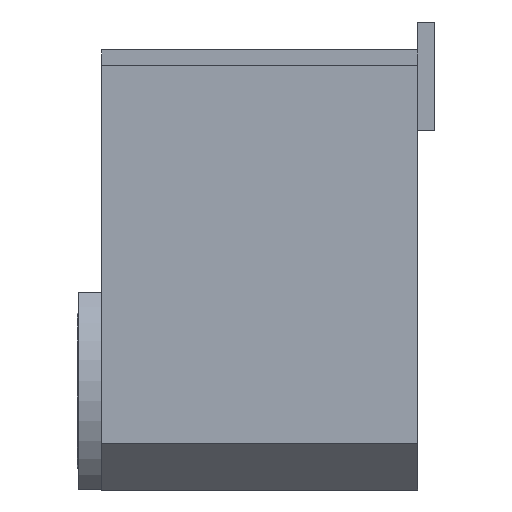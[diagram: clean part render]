
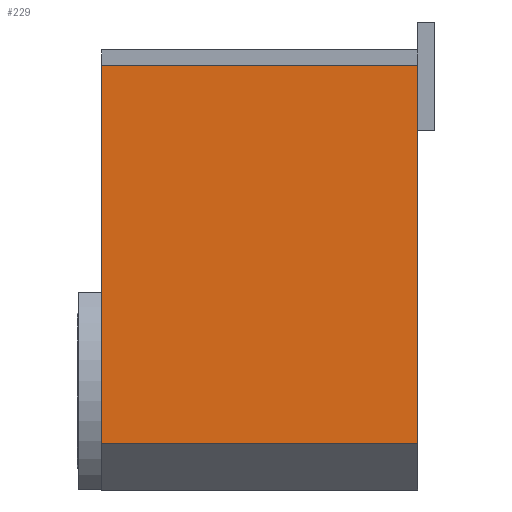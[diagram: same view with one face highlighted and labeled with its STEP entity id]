
A CAD part, front view. The second image highlights one B-rep face of the part: STEP entity #229.
In plain terms, the highlighted planar face has unit normal (0, -1, 0).
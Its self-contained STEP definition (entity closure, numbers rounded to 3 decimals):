
#73=FACE_OUTER_BOUND('',#314,.T.);
#77=LINE('',#938,#137);
#111=LINE('',#1100,#171);
#118=LINE('',#1113,#178);
#134=LINE('',#1145,#194);
#137=VECTOR('',#755,1.);
#171=VECTOR('',#863,1.);
#178=VECTOR('',#872,1.);
#194=VECTOR('',#904,1.);
#229=ADVANCED_FACE('',(#73),#255,.F.);
#255=PLANE('',#727);
#314=EDGE_LOOP('',(#472,#473,#474,#475));
#472=ORIENTED_EDGE('',*,*,#545,.T.);
#473=ORIENTED_EDGE('',*,*,#594,.T.);
#474=ORIENTED_EDGE('',*,*,#617,.F.);
#475=ORIENTED_EDGE('',*,*,#601,.F.);
#489=VERTEX_POINT('',#937);
#490=VERTEX_POINT('',#939);
#522=VERTEX_POINT('',#1099);
#528=VERTEX_POINT('',#1114);
#545=EDGE_CURVE('',#490,#489,#77,.T.);
#594=EDGE_CURVE('',#489,#522,#111,.T.);
#601=EDGE_CURVE('',#490,#528,#118,.T.);
#617=EDGE_CURVE('',#528,#522,#134,.T.);
#727=AXIS2_PLACEMENT_3D('',#1147,#907,#908);
#755=DIRECTION('',(1.,0.,0.));
#863=DIRECTION('',(0.,0.,1.));
#872=DIRECTION('',(0.,0.,1.));
#904=DIRECTION('',(1.,0.,0.));
#907=DIRECTION('',(0.,1.,0.));
#908=DIRECTION('',(0.,0.,1.));
#937=CARTESIAN_POINT('',(0.,-55.,-122.));
#938=CARTESIAN_POINT('',(-102.,-55.,-122.));
#939=CARTESIAN_POINT('',(-102.,-55.,-122.));
#1099=CARTESIAN_POINT('',(0.,-55.,0.));
#1100=CARTESIAN_POINT('',(0.,-55.,-122.));
#1113=CARTESIAN_POINT('',(-102.,-55.,-122.));
#1114=CARTESIAN_POINT('',(-102.,-55.,0.));
#1145=CARTESIAN_POINT('',(-102.,-55.,0.));
#1147=CARTESIAN_POINT('',(-102.,-55.,-122.));
